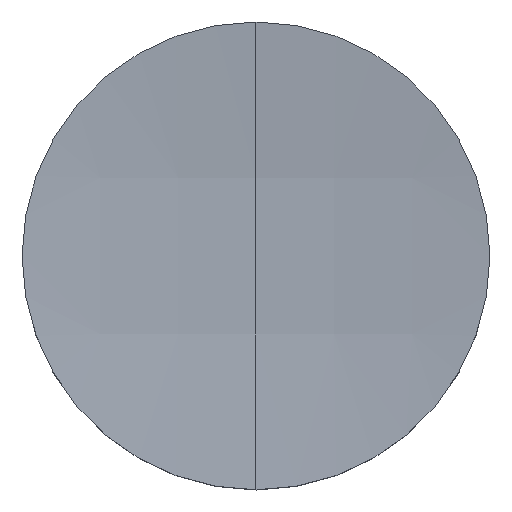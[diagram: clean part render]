
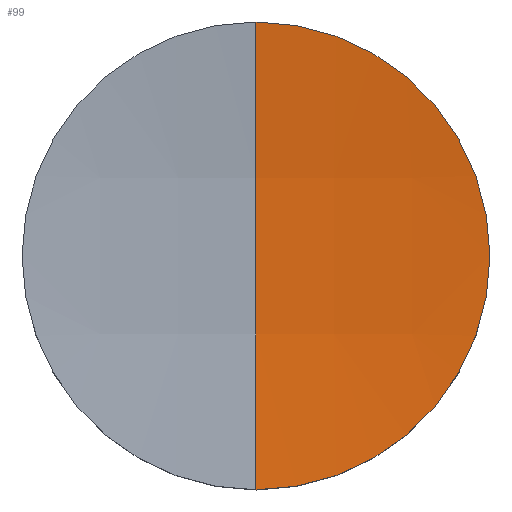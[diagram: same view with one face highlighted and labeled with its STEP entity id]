
A CAD part, top view. The second image highlights one B-rep face of the part: STEP entity #99.
In plain terms, the highlighted free-form (B-spline) face has degree [3, 3] with [4, 4] control points.
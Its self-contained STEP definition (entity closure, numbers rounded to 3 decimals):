
#12 = CARTESIAN_POINT ( 'NONE',  ( 2.138, -2.15, 2.49 ) ) ;
#14 = CARTESIAN_POINT ( 'NONE',  ( 6.354, -6.426, 3.255 ) ) ;
#17 =( BOUNDED_SURFACE ( )  B_SPLINE_SURFACE ( 3, 3, ( 
 ( #268, #170, #288, #166 ),
 ( #34, #61, #196, #40 ),
 ( #83, #131, #12, #289 ),
 ( #14, #62, #58, #214 ) ),
 .UNSPECIFIED., .F., .F., .T. ) 
 B_SPLINE_SURFACE_WITH_KNOTS ( ( 4, 4 ),
 ( 4, 4 ),
 ( 0., 1. ),
 ( 0., 1. ),
 .UNSPECIFIED. ) 
 GEOMETRIC_REPRESENTATION_ITEM ( )  RATIONAL_B_SPLINE_SURFACE ( (
 ( 1., 0.999, 0.999, 1.),
 ( 0.996, 0.996, 0.996, 0.996),
 ( 0.996, 0.996, 0.996, 0.996),
 ( 1., 0.999, 0.999, 1.) ) ) 
 REPRESENTATION_ITEM ( '' )  SURFACE ( )  );
#23 = AXIS2_PLACEMENT_3D ( 'NONE', #169, #106, #194 ) ;
#31 = DIRECTION ( 'NONE',  ( 1., 0., 0. ) ) ;
#34 = CARTESIAN_POINT ( 'NONE',  ( 6.399, 2.15, 2.816 ) ) ;
#40 = CARTESIAN_POINT ( 'NONE',  ( 0., 2.15, 2.49 ) ) ;
#46 = CARTESIAN_POINT ( 'NONE',  ( 0., -6.35, 2.922 ) ) ;
#52 = ORIENTED_EDGE ( 'NONE', *, *, #277, .F. ) ;
#56 = VERTEX_POINT ( 'NONE', #286 ) ;
#58 = CARTESIAN_POINT ( 'NONE',  ( 2.123, -6.426, 2.93 ) ) ;
#61 = CARTESIAN_POINT ( 'NONE',  ( 4.273, 2.15, 2.599 ) ) ;
#62 = CARTESIAN_POINT ( 'NONE',  ( 4.243, -6.426, 3.039 ) ) ;
#65 = CARTESIAN_POINT ( 'NONE',  ( 0., 6.35, 2.922 ) ) ;
#67 = EDGE_CURVE ( 'NONE', #136, #180, #255, .T. ) ;
#83 = CARTESIAN_POINT ( 'NONE',  ( 6.399, -2.15, 2.816 ) ) ;
#89 = ORIENTED_EDGE ( 'NONE', *, *, #187, .F. ) ;
#99 = ADVANCED_FACE ( 'NONE', ( #213 ), #17, .F. ) ;
#101 = CARTESIAN_POINT ( 'NONE',  ( 0., 0., 2.922 ) ) ;
#106 = DIRECTION ( 'NONE',  ( -1., 0., 0. ) ) ;
#110 = CIRCLE ( 'NONE', #171, 6.35 ) ;
#131 = CARTESIAN_POINT ( 'NONE',  ( 4.273, -2.15, 2.599 ) ) ;
#136 = VERTEX_POINT ( 'NONE', #65 ) ;
#166 = CARTESIAN_POINT ( 'NONE',  ( 0., 6.426, 2.93 ) ) ;
#169 = CARTESIAN_POINT ( 'NONE',  ( 0., 0., 65.29 ) ) ;
#170 = CARTESIAN_POINT ( 'NONE',  ( 4.243, 6.426, 3.039 ) ) ;
#171 = AXIS2_PLACEMENT_3D ( 'NONE', #274, #225, #199 ) ;
#180 = VERTEX_POINT ( 'NONE', #46 ) ;
#187 = EDGE_CURVE ( 'NONE', #56, #180, #110, .T. ) ;
#194 = DIRECTION ( 'NONE',  ( 0., 1., 0. ) ) ;
#196 = CARTESIAN_POINT ( 'NONE',  ( 2.138, 2.15, 2.49 ) ) ;
#199 = DIRECTION ( 'NONE',  ( 1., 0., 0. ) ) ;
#213 = FACE_OUTER_BOUND ( 'NONE', #258, .T. ) ;
#214 = CARTESIAN_POINT ( 'NONE',  ( 0., -6.426, 2.93 ) ) ;
#225 = DIRECTION ( 'NONE',  ( 0., 0., -1. ) ) ;
#234 = DIRECTION ( 'NONE',  ( 0., 0., -1. ) ) ;
#252 = AXIS2_PLACEMENT_3D ( 'NONE', #101, #234, #31 ) ;
#255 = CIRCLE ( 'NONE', #23, 62.69 ) ;
#258 = EDGE_LOOP ( 'NONE', ( #52, #278, #89 ) ) ;
#268 = CARTESIAN_POINT ( 'NONE',  ( 6.354, 6.426, 3.255 ) ) ;
#274 = CARTESIAN_POINT ( 'NONE',  ( 0., 0., 2.922 ) ) ;
#277 = EDGE_CURVE ( 'NONE', #136, #56, #291, .T. ) ;
#278 = ORIENTED_EDGE ( 'NONE', *, *, #67, .T. ) ;
#286 = CARTESIAN_POINT ( 'NONE',  ( 6.35, 0., 2.922 ) ) ;
#288 = CARTESIAN_POINT ( 'NONE',  ( 2.123, 6.426, 2.93 ) ) ;
#289 = CARTESIAN_POINT ( 'NONE',  ( 0., -2.15, 2.49 ) ) ;
#291 = CIRCLE ( 'NONE', #252, 6.35 ) ;
